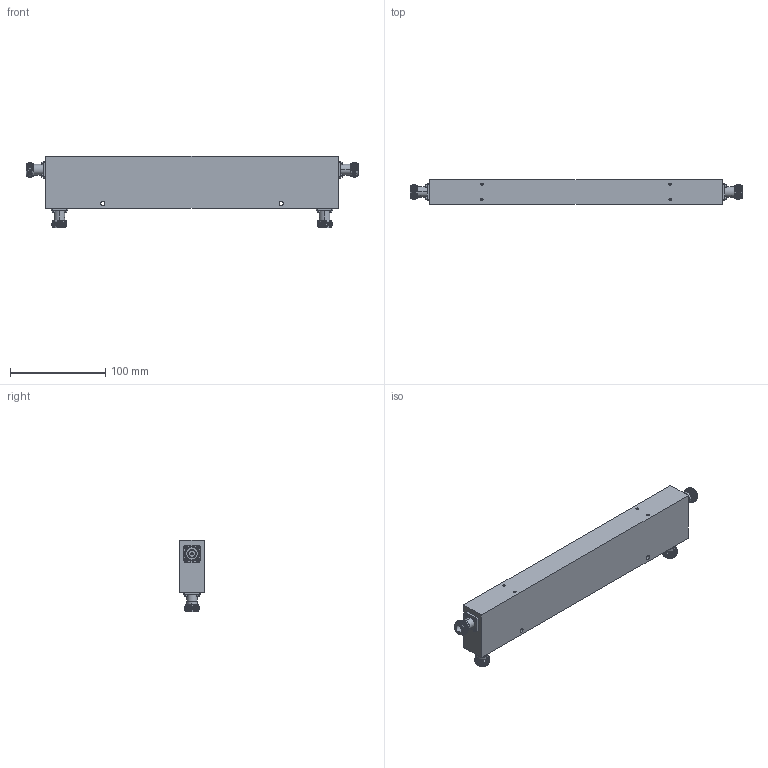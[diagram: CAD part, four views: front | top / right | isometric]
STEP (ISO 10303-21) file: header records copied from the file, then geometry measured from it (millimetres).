
FILE_DESCRIPTION (( 'STEP AP214' ), '1' );
FILE_NAME ('FMCP1138-30_3D.step', '2023-04-01T06:23:20', ( '' ), ( '' ), 'SwSTEP 2.0', 'SolidWorks 2022', '' );
FILE_SCHEMA (( 'AUTOMOTIVE_DESIGN' ));
Length unit declared in the file: millimetre
Products named in the file (4): Copy of SCR,M2x4,RndHdSlot^FMCP1138-30; COUPLER ENCLOSURE^FMCP1138-30; Copy of PE4444^FMCP1138-30; FMCP1138-30_3D
Assembly tree (21 placements, depth 2):
  FMCP1138-30_3D
    COUPLER ENCLOSURE^FMCP1138-30
    Copy of PE4444^FMCP1138-30  x4
    Copy of SCR,M2x4,RndHdSlot^FMCP1138-30  x16
Bounding box: 349.4 x 26 x 75.7 mm (x, y, z)
Volume: 450300.3 mm3; surface area: 64928.5 mm2
Topology: 21 solids, 25 shells, 698 faces, 1656 edges, 1068 vertices
Faces by surface type: plane 278, cylinder 256, cone 96, torus 56, bspline 12
Entity records: 6020 total; most frequent: CARTESIAN_POINT 2095, DIRECTION 776, ORIENTED_EDGE 680, EDGE_CURVE 340, AXIS2_PLACEMENT_3D 310, VERTEX_POINT 219, EDGE_LOOP 171, LINE 156
